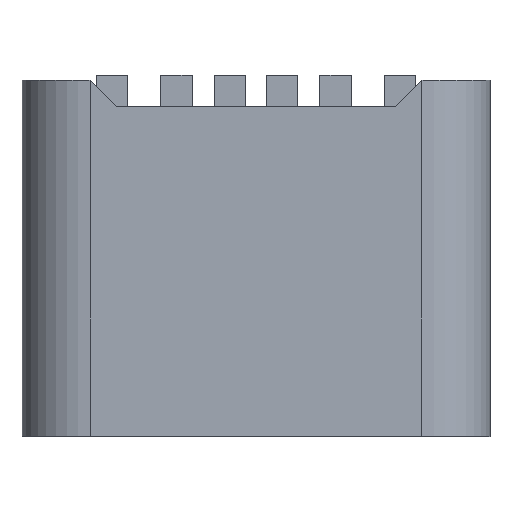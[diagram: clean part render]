
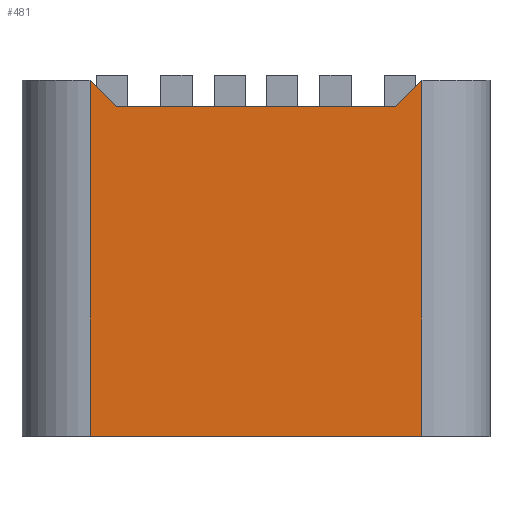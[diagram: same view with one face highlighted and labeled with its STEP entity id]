
A CAD part, top view. The second image highlights one B-rep face of the part: STEP entity #481.
In plain terms, the highlighted planar face has unit normal (0, 0, 1).
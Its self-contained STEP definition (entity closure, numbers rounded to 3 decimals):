
#481=ADVANCED_FACE('',(#1217),#1219,.T.);
#1217=FACE_BOUND('',#1218,.T.);
#1218=EDGE_LOOP('',(#1808,#1809,#1810,#1811,#1812,#1813));
#1219=PLANE('',#1220);
#1220=AXIS2_PLACEMENT_3D('',#1221,#1222,#1223);
#1221=CARTESIAN_POINT('',(0.,0.,3.2));
#1222=DIRECTION('',(0.,0.,1.));
#1223=DIRECTION('',(1.,0.,0.));
#1808=ORIENTED_EDGE('',*,*,#2083,.T.);
#1809=ORIENTED_EDGE('',*,*,#2078,.T.);
#1810=ORIENTED_EDGE('',*,*,#2072,.T.);
#1811=ORIENTED_EDGE('',*,*,#2184,.T.);
#1812=ORIENTED_EDGE('',*,*,#2175,.T.);
#1813=ORIENTED_EDGE('',*,*,#2185,.T.);
#2072=EDGE_CURVE('',#2358,#2356,#2359,.F.);
#2078=EDGE_CURVE('',#2365,#2358,#2366,.F.);
#2083=EDGE_CURVE('',#2372,#2365,#2373,.F.);
#2175=EDGE_CURVE('',#2520,#2525,#2527,.T.);
#2184=EDGE_CURVE('',#2356,#2520,#2544,.T.);
#2185=EDGE_CURVE('',#2525,#2372,#2545,.T.);
#2356=VERTEX_POINT('',#2868);
#2358=VERTEX_POINT('',#2872);
#2359=LINE('',#2873,#2874);
#2365=VERTEX_POINT('',#2891);
#2366=LINE('',#2892,#2893);
#2372=VERTEX_POINT('',#2908);
#2373=LINE('',#2909,#2910);
#2520=VERTEX_POINT('',#3244);
#2525=VERTEX_POINT('',#3256);
#2527=LINE('',#3261,#3262);
#2544=LINE('',#3300,#3301);
#2545=LINE('',#3303,#3304);
#2868=CARTESIAN_POINT('',(1.3,6.8,3.2));
#2872=CARTESIAN_POINT('',(1.8,6.3,3.2));
#2873=CARTESIAN_POINT('',(1.3,6.8,3.2));
#2874=VECTOR('',#2875,1.);
#2875=DIRECTION('',(0.707,-0.707,0.));
#2891=CARTESIAN_POINT('',(7.14,6.3,3.2));
#2892=CARTESIAN_POINT('',(1.8,6.3,3.2));
#2893=VECTOR('',#2894,1.);
#2894=DIRECTION('',(1.,0.,0.));
#2908=CARTESIAN_POINT('',(7.64,6.8,3.2));
#2909=CARTESIAN_POINT('',(7.14,6.3,3.2));
#2910=VECTOR('',#2911,1.);
#2911=DIRECTION('',(0.707,0.707,0.));
#3244=CARTESIAN_POINT('',(1.3,0.,3.2));
#3256=CARTESIAN_POINT('',(7.64,0.,3.2));
#3261=CARTESIAN_POINT('',(1.3,0.,3.2));
#3262=VECTOR('',#3263,1.);
#3263=DIRECTION('',(1.,0.,0.));
#3300=CARTESIAN_POINT('',(1.3,6.8,3.2));
#3301=VECTOR('',#3302,1.);
#3302=DIRECTION('',(0.,-1.,0.));
#3303=CARTESIAN_POINT('',(7.64,0.,3.2));
#3304=VECTOR('',#3305,1.);
#3305=DIRECTION('',(0.,1.,0.));
